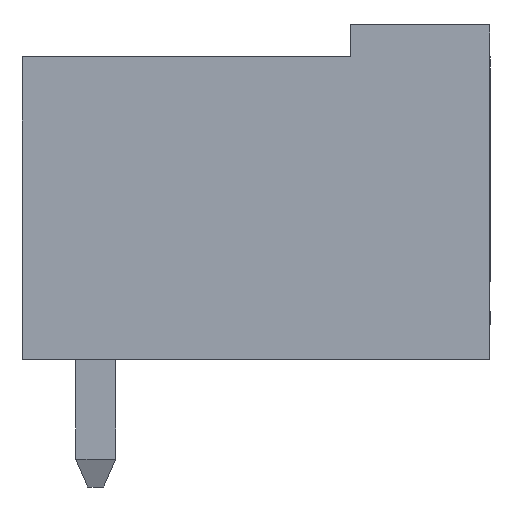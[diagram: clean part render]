
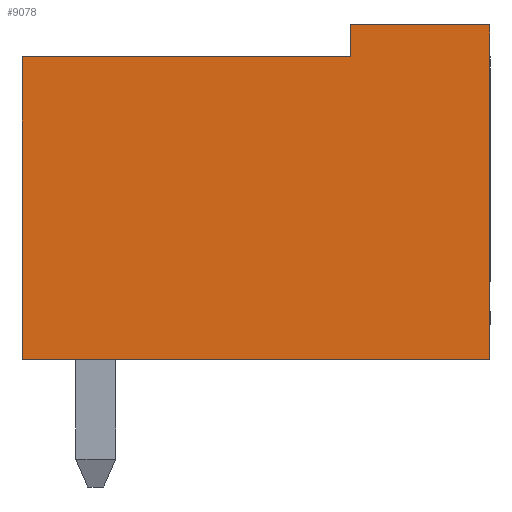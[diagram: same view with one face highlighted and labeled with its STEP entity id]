
A CAD part, left-side view. The second image highlights one B-rep face of the part: STEP entity #9078.
In plain terms, the highlighted planar face has unit normal (-1, 0, 0).
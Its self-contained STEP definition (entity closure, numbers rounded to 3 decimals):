
#9068=AXIS2_PLACEMENT_3D('Plane Axis2P3D',#9065,#9066,#9067) ;
#259=CARTESIAN_POINT('Vertex',(0.,0.,11.6)) ;
#262=CARTESIAN_POINT('Line Origine',(0.,0.,7.4)) ;
#266=CARTESIAN_POINT('Vertex',(0.,0.,3.2)) ;
#1297=CARTESIAN_POINT('Vertex',(0.,3.5,11.6)) ;
#1300=CARTESIAN_POINT('Line Origine',(0.,1.75,11.6)) ;
#1658=CARTESIAN_POINT('Vertex',(0.,11.75,10.8)) ;
#1661=CARTESIAN_POINT('Line Origine',(0.,7.625,10.8)) ;
#1665=CARTESIAN_POINT('Vertex',(0.,3.5,10.8)) ;
#2352=CARTESIAN_POINT('Vertex',(0.,11.75,3.2)) ;
#2355=CARTESIAN_POINT('Line Origine',(0.,11.75,7.)) ;
#2658=CARTESIAN_POINT('Line Origine',(0.,5.875,3.2)) ;
#8772=CARTESIAN_POINT('Line Origine',(0.,3.5,11.2)) ;
#9065=CARTESIAN_POINT('Axis2P3D Location',(0.,0.,0.)) ;
#263=DIRECTION('Vector Direction',(0.,0.,-1.)) ;
#1301=DIRECTION('Vector Direction',(0.,-1.,0.)) ;
#1662=DIRECTION('Vector Direction',(0.,-1.,0.)) ;
#2356=DIRECTION('Vector Direction',(0.,0.,1.)) ;
#2659=DIRECTION('Vector Direction',(0.,1.,0.)) ;
#8773=DIRECTION('Vector Direction',(0.,0.,1.)) ;
#9066=DIRECTION('Axis2P3D Direction',(-1.,0.,0.)) ;
#9067=DIRECTION('Axis2P3D XDirection',(0.,-1.,0.)) ;
#264=VECTOR('Line Direction',#263,1.) ;
#1302=VECTOR('Line Direction',#1301,1.) ;
#1663=VECTOR('Line Direction',#1662,1.) ;
#2357=VECTOR('Line Direction',#2356,1.) ;
#2660=VECTOR('Line Direction',#2659,1.) ;
#8774=VECTOR('Line Direction',#8773,1.) ;
#9071=ORIENTED_EDGE('',*,*,#8776,.T.) ;
#9072=ORIENTED_EDGE('',*,*,#1667,.T.) ;
#9073=ORIENTED_EDGE('',*,*,#2359,.T.) ;
#9074=ORIENTED_EDGE('',*,*,#2662,.T.) ;
#9075=ORIENTED_EDGE('',*,*,#268,.T.) ;
#9076=ORIENTED_EDGE('',*,*,#1304,.T.) ;
#9078=ADVANCED_FACE('HOUSING',(#9077),#9069,.T.) ;
#268=EDGE_CURVE('',#267,#260,#265,.F.) ;
#1304=EDGE_CURVE('',#260,#1298,#1303,.F.) ;
#1667=EDGE_CURVE('',#1666,#1659,#1664,.F.) ;
#2359=EDGE_CURVE('',#1659,#2353,#2358,.F.) ;
#2662=EDGE_CURVE('',#2353,#267,#2661,.F.) ;
#8776=EDGE_CURVE('',#1298,#1666,#8775,.F.) ;
#9070=EDGE_LOOP('',(#9071,#9072,#9073,#9074,#9075,#9076)) ;
#9077=FACE_OUTER_BOUND('',#9070,.T.) ;
#265=LINE('Line',#262,#264) ;
#1303=LINE('Line',#1300,#1302) ;
#1664=LINE('Line',#1661,#1663) ;
#2358=LINE('Line',#2355,#2357) ;
#2661=LINE('Line',#2658,#2660) ;
#8775=LINE('Line',#8772,#8774) ;
#9069=PLANE('',#9068) ;
#260=VERTEX_POINT('',#259) ;
#267=VERTEX_POINT('',#266) ;
#1298=VERTEX_POINT('',#1297) ;
#1659=VERTEX_POINT('',#1658) ;
#1666=VERTEX_POINT('',#1665) ;
#2353=VERTEX_POINT('',#2352) ;
